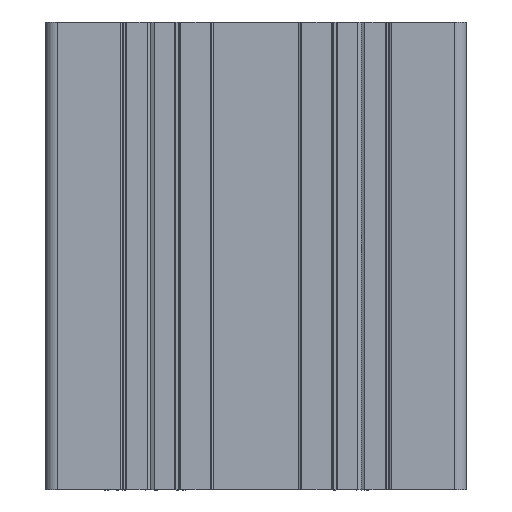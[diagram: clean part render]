
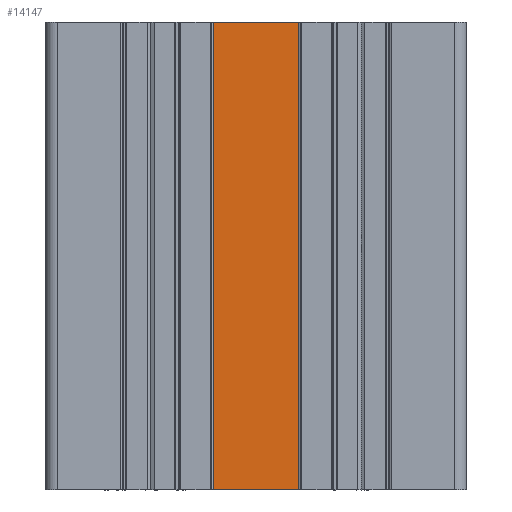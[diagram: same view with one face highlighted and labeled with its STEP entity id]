
A CAD part, front view. The second image highlights one B-rep face of the part: STEP entity #14147.
In plain terms, the highlighted planar face has unit normal (0, -1, 0).
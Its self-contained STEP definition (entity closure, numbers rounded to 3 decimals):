
#243 = ORIENTED_EDGE ( 'NONE', *, *, #22300, .F. ) ;
#1788 = EDGE_CURVE ( 'NONE', #10890, #16162, #17735, .T. ) ;
#3182 = VECTOR ( 'NONE', #6821, 1000. ) ;
#4421 = CARTESIAN_POINT ( 'NONE',  ( 7244.197, 1329.903, 0. ) ) ;
#4675 = VECTOR ( 'NONE', #23663, 1000. ) ;
#5106 = VECTOR ( 'NONE', #23394, 1000. ) ;
#5665 = ORIENTED_EDGE ( 'NONE', *, *, #12507, .F. ) ;
#6013 = VERTEX_POINT ( 'NONE', #30843 ) ;
#6821 = DIRECTION ( 'NONE',  ( -1., 0., 0. ) ) ;
#7422 = PLANE ( 'NONE',  #16321 ) ;
#9805 = CARTESIAN_POINT ( 'NONE',  ( 7225.897, 1329.903, 100. ) ) ;
#10231 = LINE ( 'NONE', #23398, #3182 ) ;
#10890 = VERTEX_POINT ( 'NONE', #30634 ) ;
#12172 = DIRECTION ( 'NONE',  ( 0., 1., 0. ) ) ;
#12507 = EDGE_CURVE ( 'NONE', #6013, #18739, #17275, .T. ) ;
#13991 = CARTESIAN_POINT ( 'NONE',  ( 7190.347, 1329.903, 100. ) ) ;
#14147 = ADVANCED_FACE ( 'NONE', ( #16214 ), #7422, .F. ) ;
#15030 = VECTOR ( 'NONE', #28272, 1000. ) ;
#15708 = ORIENTED_EDGE ( 'NONE', *, *, #27623, .F. ) ;
#16162 = VERTEX_POINT ( 'NONE', #21668 ) ;
#16214 = FACE_OUTER_BOUND ( 'NONE', #22179, .T. ) ;
#16321 = AXIS2_PLACEMENT_3D ( 'NONE', #9805, #12172, #28820 ) ;
#17275 = LINE ( 'NONE', #18936, #4675 ) ;
#17735 = LINE ( 'NONE', #21112, #5106 ) ;
#18739 = VERTEX_POINT ( 'NONE', #4421 ) ;
#18936 = CARTESIAN_POINT ( 'NONE',  ( 7244.197, 1329.903, 100. ) ) ;
#21112 = CARTESIAN_POINT ( 'NONE',  ( 7225.897, 1329.903, 100. ) ) ;
#21370 = LINE ( 'NONE', #13991, #15030 ) ;
#21668 = CARTESIAN_POINT ( 'NONE',  ( 7225.897, 1329.903, 100. ) ) ;
#22179 = EDGE_LOOP ( 'NONE', ( #5665, #15708, #23151, #243 ) ) ;
#22300 = EDGE_CURVE ( 'NONE', #18739, #10890, #10231, .T. ) ;
#23151 = ORIENTED_EDGE ( 'NONE', *, *, #1788, .F. ) ;
#23394 = DIRECTION ( 'NONE',  ( 0., 0., 1. ) ) ;
#23398 = CARTESIAN_POINT ( 'NONE',  ( 7190.347, 1329.903, 0. ) ) ;
#23663 = DIRECTION ( 'NONE',  ( 0., 0., -1. ) ) ;
#27623 = EDGE_CURVE ( 'NONE', #16162, #6013, #21370, .T. ) ;
#28272 = DIRECTION ( 'NONE',  ( 1., 0., 0. ) ) ;
#28820 = DIRECTION ( 'NONE',  ( 0., 0., 1. ) ) ;
#30634 = CARTESIAN_POINT ( 'NONE',  ( 7225.897, 1329.903, 0. ) ) ;
#30843 = CARTESIAN_POINT ( 'NONE',  ( 7244.197, 1329.903, 100. ) ) ;
